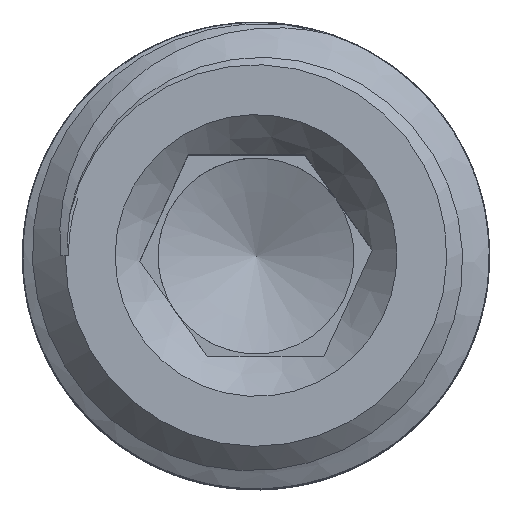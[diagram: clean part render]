
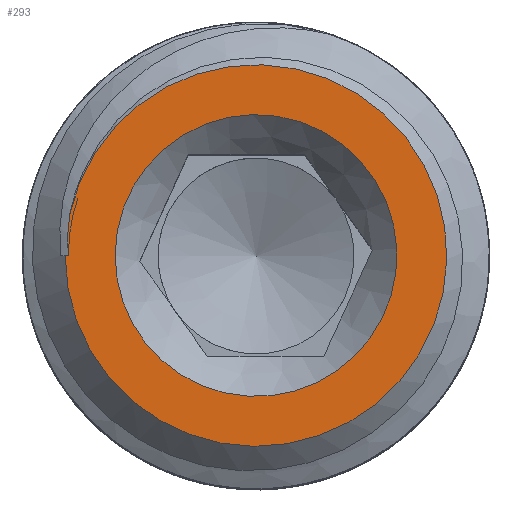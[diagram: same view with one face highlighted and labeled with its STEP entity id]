
A CAD part, top view. The second image highlights one B-rep face of the part: STEP entity #293.
In plain terms, the highlighted planar face has unit normal (0, 0, 1).
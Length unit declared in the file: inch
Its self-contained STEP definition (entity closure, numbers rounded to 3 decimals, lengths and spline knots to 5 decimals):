
#17=FACE_BOUND('',#118,.T.);
#34=PLANE('',#318);
#53=LINE('',#1915,#70);
#70=VECTOR('',#379,0.003);
#80=B_SPLINE_CURVE_WITH_KNOTS('',3,(#1907,#1908,#1909,#1910,#1911,#1912,
#1913),.UNSPECIFIED.,.F.,.F.,(4,3,4),(1.27234,1.29083,
1.37073),.UNSPECIFIED.);
#97=FACE_OUTER_BOUND('',#117,.T.);
#117=EDGE_LOOP('',(#259,#260,#261));
#118=EDGE_LOOP('',(#262));
#127=CIRCLE('',#316,0.1315);
#128=CIRCLE('',#319,0.1781);
#135=VERTEX_POINT('',#1564);
#153=VERTEX_POINT('',#1902);
#154=VERTEX_POINT('',#1906);
#155=VERTEX_POINT('',#1914);
#190=EDGE_CURVE('',#153,#153,#127,.T.);
#191=EDGE_CURVE('',#154,#135,#80,.T.);
#192=EDGE_CURVE('',#135,#155,#53,.T.);
#193=EDGE_CURVE('',#154,#155,#128,.T.);
#259=ORIENTED_EDGE('',*,*,#191,.T.);
#260=ORIENTED_EDGE('',*,*,#192,.T.);
#261=ORIENTED_EDGE('',*,*,#193,.F.);
#262=ORIENTED_EDGE('',*,*,#190,.F.);
#293=ADVANCED_FACE('',(#97,#17),#34,.F.);
#316=AXIS2_PLACEMENT_3D('',#1903,#373,#374);
#318=AXIS2_PLACEMENT_3D('',#1905,#377,#378);
#319=AXIS2_PLACEMENT_3D('',#1916,#380,#381);
#373=DIRECTION('center_axis',(0.,0.,1.));
#374=DIRECTION('ref_axis',(1.,0.,0.));
#377=DIRECTION('center_axis',(0.,0.,-1.));
#378=DIRECTION('ref_axis',(-1.,0.,0.));
#379=DIRECTION('',(-1.,0.,0.));
#380=DIRECTION('center_axis',(0.,0.,-1.));
#381=DIRECTION('ref_axis',(-1.,0.,0.));
#1564=CARTESIAN_POINT('',(-0.1751,0.,0.3125));
#1902=CARTESIAN_POINT('',(-0.1315,0.,0.3125));
#1903=CARTESIAN_POINT('Origin',(0.,0.,
0.3125));
#1905=CARTESIAN_POINT('Origin',(0.,0.,0.3125));
#1906=CARTESIAN_POINT('',(-0.1739,0.03846,0.3125));
#1907=CARTESIAN_POINT('Ctrl Pts',(-0.17391,0.03846,
0.3125));
#1908=CARTESIAN_POINT('Ctrl Pts',(-0.17425,0.03607,
0.3125));
#1909=CARTESIAN_POINT('Ctrl Pts',(-0.17454,0.03367,
0.3125));
#1910=CARTESIAN_POINT('Ctrl Pts',(-0.17478,0.03127,
0.3125));
#1911=CARTESIAN_POINT('Ctrl Pts',(-0.17582,0.02088,
0.3125));
#1912=CARTESIAN_POINT('Ctrl Pts',(-0.17592,0.01042,
0.3125));
#1913=CARTESIAN_POINT('Ctrl Pts',(-0.17509,0.00001,
0.3125));
#1914=CARTESIAN_POINT('',(-0.1781,0.,0.3125));
#1915=CARTESIAN_POINT('',(-0.10188,0.,0.3125));
#1916=CARTESIAN_POINT('Origin',(0.,0.,0.3125));
